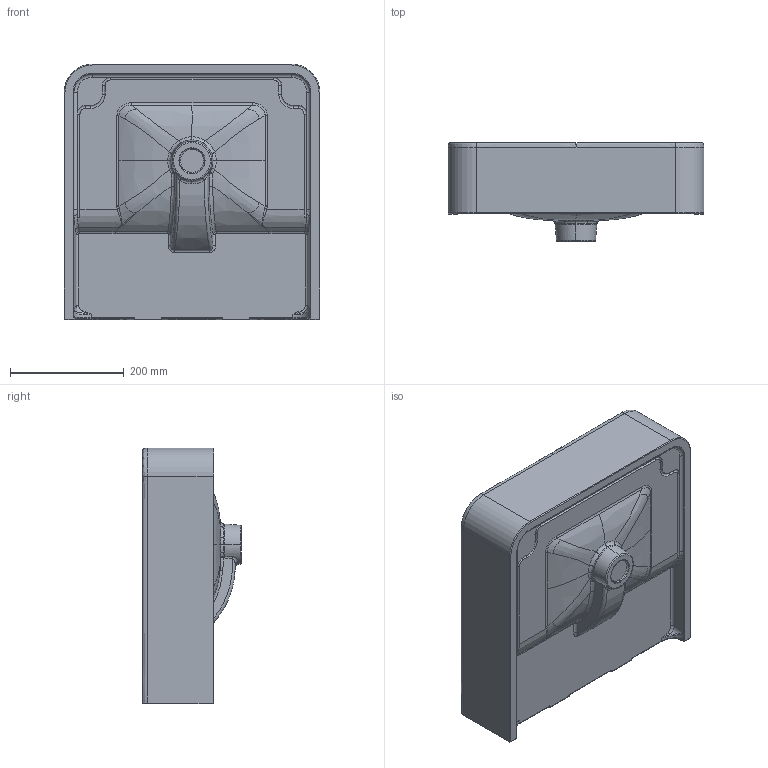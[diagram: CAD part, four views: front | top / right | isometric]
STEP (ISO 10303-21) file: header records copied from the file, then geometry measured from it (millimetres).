
FILE_DESCRIPTION((''),'2;1');
FILE_NAME('24985K-1_SOLID','2017-10-20T',('ko35559'),('Kohler Company'),'CREO PARAMETRIC BY PTC INC, 2016130','CREO PARAMETRIC BY PTC INC, 2016130','');
FILE_SCHEMA(('CONFIG_CONTROL_DESIGN'));
Products named in the file (1): 24985K-1_SOLID
Bounding box: 450.01 x 173.09 x 450 mm (x, y, z)
Volume: 12100444.6 mm3; surface area: 712605.6 mm2
Topology: 1 solids, 1 shells, 385 faces, 952 edges, 569 vertices
Faces by surface type: bspline 231, cylinder 70, plane 32, extrusion 28, torus 14, sphere 8, revolution 2
Entity records: 33715 total; most frequent: CARTESIAN_POINT 26484, ORIENTED_EDGE 1888, EDGE_CURVE 944, DIRECTION 871, B_SPLINE_CURVE_WITH_KNOTS 582, VERTEX_POINT 569, EDGE_LOOP 393, FACE_OUTER_BOUND 385
